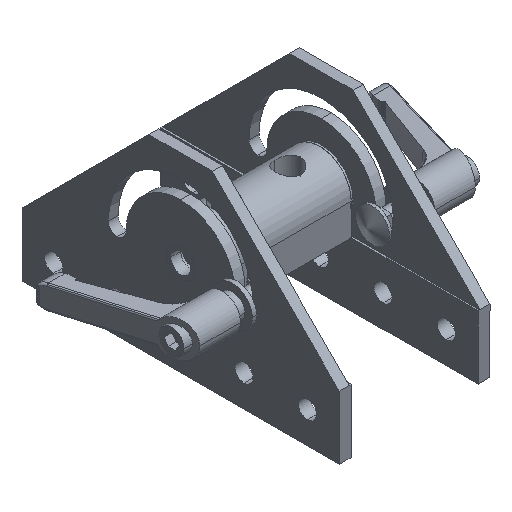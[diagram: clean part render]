
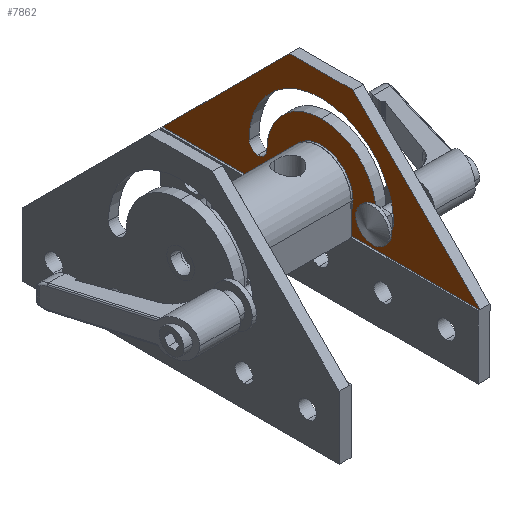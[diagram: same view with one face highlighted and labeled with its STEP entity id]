
A CAD part, isometric view. The second image highlights one B-rep face of the part: STEP entity #7862.
In plain terms, the highlighted planar face has unit normal (-1, 0, 0).
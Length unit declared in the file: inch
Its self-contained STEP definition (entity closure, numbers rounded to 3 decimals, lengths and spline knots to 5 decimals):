
#7294=CARTESIAN_POINT('',(1.53,0.,0.282));
#7295=VERTEX_POINT('',#7294);
#7304=CARTESIAN_POINT('',(1.53,0.,0.718));
#7305=VERTEX_POINT('',#7304);
#7306=CARTESIAN_POINT('',(1.53,0.,0.5));
#7307=DIRECTION('',(1.0,0.0,0.0));
#7308=DIRECTION('',(0.0,0.0,-1.0));
#7309=AXIS2_PLACEMENT_3D('',#7306,#7307,#7308);
#7310=CIRCLE('',#7309,0.218);
#7311=EDGE_CURVE('',#7305,#7295,#7310,.T.);
#7336=CARTESIAN_POINT('',(1.53,-1.,0.36));
#7337=VERTEX_POINT('',#7336);
#7346=CARTESIAN_POINT('',(1.53,-1.14,0.5));
#7347=VERTEX_POINT('',#7346);
#7348=CARTESIAN_POINT('',(1.53,-1.,0.5));
#7349=DIRECTION('',(1.0,0.0,0.0));
#7350=DIRECTION('',(0.0,0.0,-1.0));
#7351=AXIS2_PLACEMENT_3D('',#7348,#7349,#7350);
#7352=CIRCLE('',#7351,0.14);
#7353=EDGE_CURVE('',#7347,#7337,#7352,.T.);
#7378=CARTESIAN_POINT('',(1.53,0.,1.64));
#7379=VERTEX_POINT('',#7378);
#7388=CARTESIAN_POINT('',(1.53,1.14,0.5));
#7389=VERTEX_POINT('',#7388);
#7390=CARTESIAN_POINT('',(1.53,0.,0.5));
#7391=DIRECTION('',(1.0,0.0,0.0));
#7392=DIRECTION('',(0.0,0.0,1.0));
#7393=AXIS2_PLACEMENT_3D('',#7390,#7391,#7392);
#7394=CIRCLE('',#7393,1.14);
#7395=EDGE_CURVE('',#7389,#7379,#7394,.T.);
#7420=CARTESIAN_POINT('',(1.53,1.,0.36));
#7421=VERTEX_POINT('',#7420);
#7430=CARTESIAN_POINT('',(1.53,0.86,0.5));
#7431=VERTEX_POINT('',#7430);
#7432=CARTESIAN_POINT('',(1.53,1.,0.5));
#7433=DIRECTION('',(1.0,0.0,0.0));
#7434=DIRECTION('',(0.0,0.0,-1.0));
#7435=AXIS2_PLACEMENT_3D('',#7432,#7433,#7434);
#7436=CIRCLE('',#7435,0.14);
#7437=EDGE_CURVE('',#7431,#7421,#7436,.T.);
#7462=CARTESIAN_POINT('',(1.53,0.,1.36));
#7463=VERTEX_POINT('',#7462);
#7472=CARTESIAN_POINT('',(1.53,-0.86,0.5));
#7473=VERTEX_POINT('',#7472);
#7474=CARTESIAN_POINT('',(1.53,0.,0.5));
#7475=DIRECTION('',(-1.0,0.0,0.0));
#7476=DIRECTION('',(0.0,0.0,1.0));
#7477=AXIS2_PLACEMENT_3D('',#7474,#7475,#7476);
#7478=CIRCLE('',#7477,0.86);
#7479=EDGE_CURVE('',#7473,#7463,#7478,.T.);
#7513=CARTESIAN_POINT('',(1.53,0.,0.5));
#7514=DIRECTION('',(-1.0,0.0,0.0));
#7515=DIRECTION('',(0.0,0.0,1.0));
#7516=AXIS2_PLACEMENT_3D('',#7513,#7514,#7515);
#7517=CIRCLE('',#7516,0.86);
#7518=EDGE_CURVE('',#7463,#7431,#7517,.T.);
#7537=CARTESIAN_POINT('',(1.53,1.,0.5));
#7538=DIRECTION('',(1.0,0.0,0.0));
#7539=DIRECTION('',(0.0,0.0,-1.0));
#7540=AXIS2_PLACEMENT_3D('',#7537,#7538,#7539);
#7541=CIRCLE('',#7540,0.14);
#7542=EDGE_CURVE('',#7421,#7389,#7541,.T.);
#7561=CARTESIAN_POINT('',(1.53,0.,0.5));
#7562=DIRECTION('',(1.0,0.0,0.0));
#7563=DIRECTION('',(0.0,0.0,1.0));
#7564=AXIS2_PLACEMENT_3D('',#7561,#7562,#7563);
#7565=CIRCLE('',#7564,1.14);
#7566=EDGE_CURVE('',#7379,#7347,#7565,.T.);
#7585=CARTESIAN_POINT('',(1.53,-1.,0.5));
#7586=DIRECTION('',(1.0,0.0,0.0));
#7587=DIRECTION('',(0.0,0.0,-1.0));
#7588=AXIS2_PLACEMENT_3D('',#7585,#7586,#7587);
#7589=CIRCLE('',#7588,0.14);
#7590=EDGE_CURVE('',#7337,#7473,#7589,.T.);
#7609=CARTESIAN_POINT('',(1.53,0.,0.5));
#7610=DIRECTION('',(1.0,0.0,0.0));
#7611=DIRECTION('',(0.0,0.0,-1.0));
#7612=AXIS2_PLACEMENT_3D('',#7609,#7610,#7611);
#7613=CIRCLE('',#7612,0.218);
#7614=EDGE_CURVE('',#7295,#7305,#7613,.T.);
#7754=CARTESIAN_POINT('',(1.53,-0.5,2.));
#7755=VERTEX_POINT('',#7754);
#7762=CARTESIAN_POINT('',(1.53,-2.5,0.));
#7763=VERTEX_POINT('',#7762);
#7764=CARTESIAN_POINT('',(1.53,-0.5,2.));
#7765=DIRECTION('',(0.0,-0.707,-0.707));
#7766=VECTOR('',#7765,2.82843);
#7767=LINE('',#7764,#7766);
#7768=EDGE_CURVE('',#7755,#7763,#7767,.T.);
#7818=CARTESIAN_POINT('',(1.53,-2.5,2.));
#7819=DIRECTION('',(-1.0,0.0,0.0));
#7820=DIRECTION('',(0.0,0.0,-1.0));
#7821=AXIS2_PLACEMENT_3D('',#7818,#7819,#7820);
#7822=PLANE('',#7821);
#7823=ORIENTED_EDGE('',*,*,#7768,.F.);
#7824=CARTESIAN_POINT('',(1.53,0.5,2.));
#7825=VERTEX_POINT('',#7824);
#7826=CARTESIAN_POINT('',(1.53,-0.5,2.));
#7827=DIRECTION('',(0.0,1.0,0.0));
#7828=VECTOR('',#7827,1.0);
#7829=LINE('',#7826,#7828);
#7830=EDGE_CURVE('',#7755,#7825,#7829,.T.);
#7831=ORIENTED_EDGE('',*,*,#7830,.T.);
#7832=CARTESIAN_POINT('',(1.53,2.5,0.));
#7833=VERTEX_POINT('',#7832);
#7834=CARTESIAN_POINT('',(1.53,2.5,0.));
#7835=DIRECTION('',(0.,-0.707,0.707));
#7836=VECTOR('',#7835,2.82843);
#7837=LINE('',#7834,#7836);
#7838=EDGE_CURVE('',#7833,#7825,#7837,.T.);
#7839=ORIENTED_EDGE('',*,*,#7838,.F.);
#7840=CARTESIAN_POINT('',(1.53,-2.5,0.));
#7841=DIRECTION('',(0.0,1.0,0.0));
#7842=VECTOR('',#7841,5.);
#7843=LINE('',#7840,#7842);
#7844=EDGE_CURVE('',#7763,#7833,#7843,.T.);
#7845=ORIENTED_EDGE('',*,*,#7844,.F.);
#7846=EDGE_LOOP('',(#7823,#7831,#7839,#7845));
#7847=FACE_OUTER_BOUND('',#7846,.T.);
#7848=ORIENTED_EDGE('',*,*,#7479,.T.);
#7849=ORIENTED_EDGE('',*,*,#7518,.T.);
#7850=ORIENTED_EDGE('',*,*,#7437,.T.);
#7851=ORIENTED_EDGE('',*,*,#7542,.T.);
#7852=ORIENTED_EDGE('',*,*,#7395,.T.);
#7853=ORIENTED_EDGE('',*,*,#7566,.T.);
#7854=ORIENTED_EDGE('',*,*,#7353,.T.);
#7855=ORIENTED_EDGE('',*,*,#7590,.T.);
#7856=EDGE_LOOP('',(#7848,#7849,#7850,#7851,#7852,#7853,#7854,#7855));
#7857=FACE_BOUND('',#7856,.T.);
#7858=ORIENTED_EDGE('',*,*,#7614,.T.);
#7859=ORIENTED_EDGE('',*,*,#7311,.T.);
#7860=EDGE_LOOP('',(#7858,#7859));
#7861=FACE_BOUND('',#7860,.T.);
#7862=ADVANCED_FACE('',(#7847,#7857,#7861),#7822,.T.);
